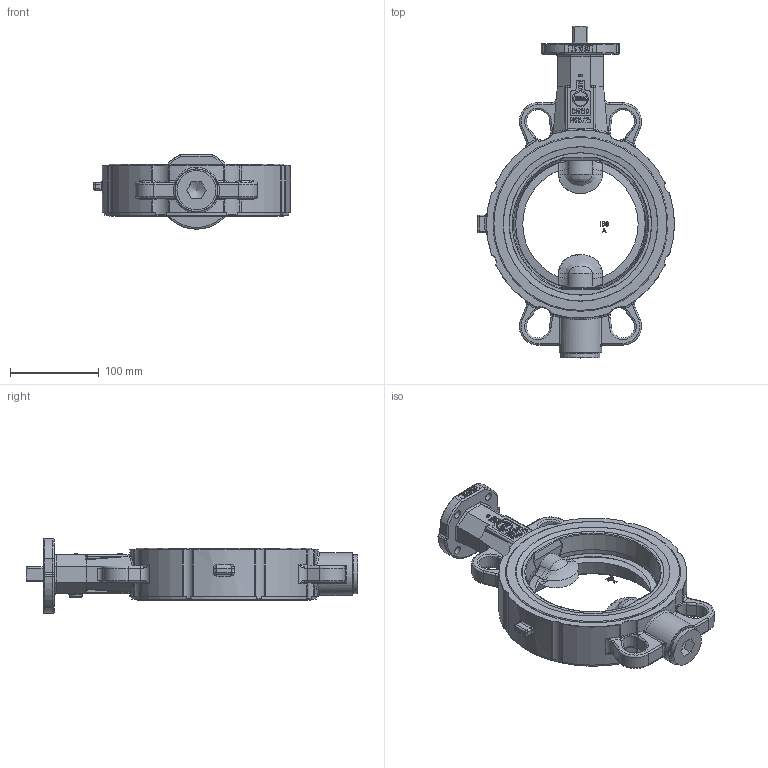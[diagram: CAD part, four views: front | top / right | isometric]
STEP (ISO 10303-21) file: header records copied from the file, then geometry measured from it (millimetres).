
FILE_DESCRIPTION((''),'2;1');
FILE_NAME('Z51Z-150-0010.stp','2013-11-04T07:41:34',('hellwig'),(''),'Autodesk Inventor 2013','Autodesk Inventor 2013','');
FILE_SCHEMA(('AUTOMOTIVE_DESIGN { 1 0 10303 214 1 1 1 1 }'));
Length unit declared in the file: millimetre
Products named in the file (1): M15802_Shrinkwrap_1
Bounding box: 222 x 374 x 84 mm (x, y, z)
Volume: 1478091.2 mm3; surface area: 227119.4 mm2
Topology: 4 solids, 15 shells, 1310 faces, 3369 edges, 2124 vertices
Faces by surface type: plane 431, bspline 410, cylinder 244, torus 139, cone 58, sphere 28
Full cylindrical faces by diameter (mm): 4 x1, 4.917 x2, 6 x1, 9 x4, 19 x1, 22 x5, 22.2 x2, 22.31 x3, 29.95 x3, 30 x5, 36.376 x2, 38.3 x1, 43.9 x1, 44 x1, 48 x1, 55.1 x1, 197 x2
Entity records: 46089 total; most frequent: CARTESIAN_POINT 16276, ORIENTED_EDGE 6456, DIRECTION 4918, EDGE_CURVE 3228, VERTEX_POINT 2090, AXIS2_PLACEMENT_3D 1779, EDGE_LOOP 1484, VECTOR 1360
